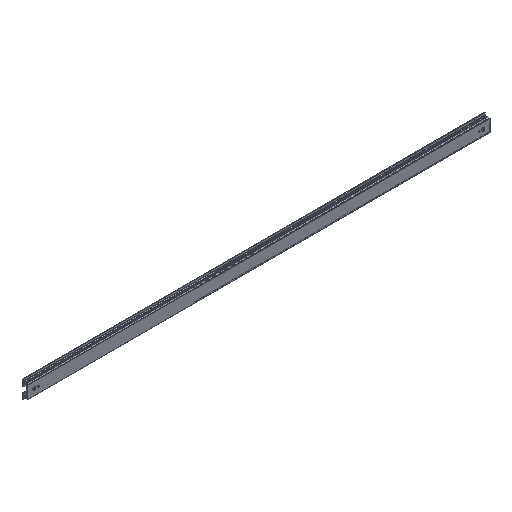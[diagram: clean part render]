
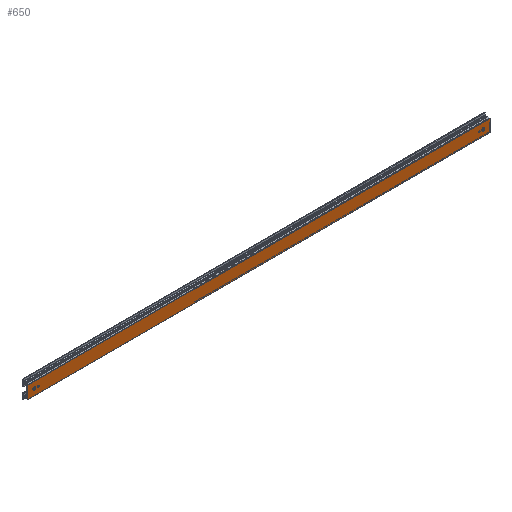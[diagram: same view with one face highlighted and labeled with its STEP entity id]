
A CAD part, isometric view. The second image highlights one B-rep face of the part: STEP entity #650.
In plain terms, the highlighted planar face has unit normal (0, -1, 0).
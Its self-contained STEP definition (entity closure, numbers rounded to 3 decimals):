
#25 = CARTESIAN_POINT ( 'NONE',  ( 13., 0., -12.5 ) ) ;
#33 = DIRECTION ( 'NONE',  ( 0., 1., 0. ) ) ;
#44 = DIRECTION ( 'NONE',  ( 0., 0., -1. ) ) ;
#102 = ORIENTED_EDGE ( 'NONE', *, *, #1926, .T. ) ;
#114 = EDGE_CURVE ( 'NONE', #1853, #944, #1876, .T. ) ;
#138 = AXIS2_PLACEMENT_3D ( 'NONE', #25, #771, #1509 ) ;
#169 = EDGE_CURVE ( 'NONE', #1048, #1184, #678, .T. ) ;
#179 = CARTESIAN_POINT ( 'NONE',  ( 0., 0., -24.5 ) ) ;
#183 = EDGE_LOOP ( 'NONE', ( #1383, #2185 ) ) ;
#195 = DIRECTION ( 'NONE',  ( 0., 0., -1. ) ) ;
#214 = FACE_BOUND ( 'NONE', #275, .T. ) ;
#219 = DIRECTION ( 'NONE',  ( 0., 0., 1. ) ) ;
#221 = CARTESIAN_POINT ( 'NONE',  ( 21., 0., -11. ) ) ;
#226 = DIRECTION ( 'NONE',  ( 0., -1., 0. ) ) ;
#240 = CARTESIAN_POINT ( 'NONE',  ( 881., 0., -12.5 ) ) ;
#256 = AXIS2_PLACEMENT_3D ( 'NONE', #1743, #404, #219 ) ;
#275 = EDGE_LOOP ( 'NONE', ( #2004, #1080 ) ) ;
#311 = DIRECTION ( 'NONE',  ( 0., -1., 0. ) ) ;
#356 = FACE_BOUND ( 'NONE', #183, .T. ) ;
#399 = FACE_BOUND ( 'NONE', #1386, .T. ) ;
#404 = DIRECTION ( 'NONE',  ( 0., -1., 0. ) ) ;
#412 = CARTESIAN_POINT ( 'NONE',  ( 21., 0., -14. ) ) ;
#501 = VERTEX_POINT ( 'NONE', #179 ) ;
#518 = DIRECTION ( 'NONE',  ( 0., 0., 1. ) ) ;
#558 = CARTESIAN_POINT ( 'NONE',  ( 0., 0., -0.5 ) ) ;
#598 = CARTESIAN_POINT ( 'NONE',  ( 21., 0., -12.5 ) ) ;
#643 = CIRCLE ( 'NONE', #2125, 1.5 ) ;
#650 = ADVANCED_FACE ( 'NONE', ( #214, #963, #356, #399, #1138 ), #1702, .F. ) ;
#678 = CIRCLE ( 'NONE', #1409, 2.75 ) ;
#698 = VERTEX_POINT ( 'NONE', #1028 ) ;
#705 = CARTESIAN_POINT ( 'NONE',  ( 13., 0., -9.75 ) ) ;
#712 = LINE ( 'NONE', #2195, #1533 ) ;
#745 = LINE ( 'NONE', #558, #1568 ) ;
#771 = DIRECTION ( 'NONE',  ( 0., -1., 0. ) ) ;
#841 = LINE ( 'NONE', #1577, #980 ) ;
#870 = VERTEX_POINT ( 'NONE', #1965 ) ;
#902 = CIRCLE ( 'NONE', #1232, 1.5 ) ;
#944 = VERTEX_POINT ( 'NONE', #2005 ) ;
#963 = FACE_BOUND ( 'NONE', #2136, .T. ) ;
#966 = CARTESIAN_POINT ( 'NONE',  ( 13., 0., -12.5 ) ) ;
#969 = DIRECTION ( 'NONE',  ( 0., 0., -1. ) ) ;
#980 = VECTOR ( 'NONE', #1026, 1000. ) ;
#986 = DIRECTION ( 'NONE',  ( 0., 0., 1. ) ) ;
#1021 = CIRCLE ( 'NONE', #2373, 2.75 ) ;
#1026 = DIRECTION ( 'NONE',  ( -1., 0., 0. ) ) ;
#1028 = CARTESIAN_POINT ( 'NONE',  ( 889., 0., -9.75 ) ) ;
#1048 = VERTEX_POINT ( 'NONE', #2177 ) ;
#1080 = ORIENTED_EDGE ( 'NONE', *, *, #1491, .F. ) ;
#1093 = CARTESIAN_POINT ( 'NONE',  ( 889., 0., -12.5 ) ) ;
#1107 = CARTESIAN_POINT ( 'NONE',  ( 881., 0., -14. ) ) ;
#1138 = FACE_OUTER_BOUND ( 'NONE', #2401, .T. ) ;
#1142 = DIRECTION ( 'NONE',  ( -1., 0., 0. ) ) ;
#1174 = CARTESIAN_POINT ( 'NONE',  ( 902., 0., -0.5 ) ) ;
#1184 = VERTEX_POINT ( 'NONE', #705 ) ;
#1193 = EDGE_CURVE ( 'NONE', #2053, #1831, #902, .T. ) ;
#1232 = AXIS2_PLACEMENT_3D ( 'NONE', #1653, #1243, #518 ) ;
#1243 = DIRECTION ( 'NONE',  ( 0., -1., 0. ) ) ;
#1323 = EDGE_CURVE ( 'NONE', #1514, #1363, #643, .T. ) ;
#1324 = ORIENTED_EDGE ( 'NONE', *, *, #1440, .F. ) ;
#1363 = VERTEX_POINT ( 'NONE', #412 ) ;
#1380 = CARTESIAN_POINT ( 'NONE',  ( 881., 0., -11. ) ) ;
#1383 = ORIENTED_EDGE ( 'NONE', *, *, #2082, .F. ) ;
#1386 = EDGE_LOOP ( 'NONE', ( #1403, #1324 ) ) ;
#1403 = ORIENTED_EDGE ( 'NONE', *, *, #1757, .F. ) ;
#1409 = AXIS2_PLACEMENT_3D ( 'NONE', #966, #226, #44 ) ;
#1416 = CIRCLE ( 'NONE', #138, 2.75 ) ;
#1423 = ORIENTED_EDGE ( 'NONE', *, *, #1897, .F. ) ;
#1440 = EDGE_CURVE ( 'NONE', #698, #1596, #1854, .T. ) ;
#1488 = DIRECTION ( 'NONE',  ( 0., 0., 1. ) ) ;
#1491 = EDGE_CURVE ( 'NONE', #1184, #1048, #1416, .T. ) ;
#1509 = DIRECTION ( 'NONE',  ( 0., 0., -1. ) ) ;
#1514 = VERTEX_POINT ( 'NONE', #221 ) ;
#1527 = CARTESIAN_POINT ( 'NONE',  ( 902., 0., -0.5 ) ) ;
#1533 = VECTOR ( 'NONE', #195, 1000. ) ;
#1538 = CARTESIAN_POINT ( 'NONE',  ( 889., 0., -15.25 ) ) ;
#1568 = VECTOR ( 'NONE', #969, 1000. ) ;
#1577 = CARTESIAN_POINT ( 'NONE',  ( 902., 0., -24.5 ) ) ;
#1596 = VERTEX_POINT ( 'NONE', #1538 ) ;
#1645 = CARTESIAN_POINT ( 'NONE',  ( 902., 0., -0.5 ) ) ;
#1653 = CARTESIAN_POINT ( 'NONE',  ( 881., 0., -12.5 ) ) ;
#1702 = PLANE ( 'NONE',  #2108 ) ;
#1705 = DIRECTION ( 'NONE',  ( 0., 0., -1. ) ) ;
#1708 = EDGE_CURVE ( 'NONE', #870, #501, #841, .T. ) ;
#1727 = ORIENTED_EDGE ( 'NONE', *, *, #1753, .F. ) ;
#1743 = CARTESIAN_POINT ( 'NONE',  ( 889., 0., -12.5 ) ) ;
#1753 = EDGE_CURVE ( 'NONE', #1363, #1514, #1762, .T. ) ;
#1757 = EDGE_CURVE ( 'NONE', #1596, #698, #1021, .T. ) ;
#1762 = CIRCLE ( 'NONE', #2077, 1.5 ) ;
#1831 = VERTEX_POINT ( 'NONE', #1107 ) ;
#1853 = VERTEX_POINT ( 'NONE', #1645 ) ;
#1854 = CIRCLE ( 'NONE', #256, 2.75 ) ;
#1876 = LINE ( 'NONE', #1174, #2047 ) ;
#1890 = DIRECTION ( 'NONE',  ( 0., -1., 0. ) ) ;
#1897 = EDGE_CURVE ( 'NONE', #1853, #870, #712, .T. ) ;
#1910 = DIRECTION ( 'NONE',  ( 0., -1., 0. ) ) ;
#1912 = ORIENTED_EDGE ( 'NONE', *, *, #1323, .F. ) ;
#1926 = EDGE_CURVE ( 'NONE', #944, #501, #745, .T. ) ;
#1965 = CARTESIAN_POINT ( 'NONE',  ( 902., 0., -24.5 ) ) ;
#1983 = DIRECTION ( 'NONE',  ( 0., 0., -1. ) ) ;
#1997 = CARTESIAN_POINT ( 'NONE',  ( 21., 0., -12.5 ) ) ;
#2004 = ORIENTED_EDGE ( 'NONE', *, *, #169, .F. ) ;
#2005 = CARTESIAN_POINT ( 'NONE',  ( 0., 0., -0.5 ) ) ;
#2018 = ORIENTED_EDGE ( 'NONE', *, *, #114, .T. ) ;
#2025 = DIRECTION ( 'NONE',  ( 0., -1., 0. ) ) ;
#2038 = DIRECTION ( 'NONE',  ( 0., 0., 1. ) ) ;
#2047 = VECTOR ( 'NONE', #1142, 1000. ) ;
#2053 = VERTEX_POINT ( 'NONE', #1380 ) ;
#2077 = AXIS2_PLACEMENT_3D ( 'NONE', #1997, #2025, #1983 ) ;
#2082 = EDGE_CURVE ( 'NONE', #1831, #2053, #2265, .T. ) ;
#2108 = AXIS2_PLACEMENT_3D ( 'NONE', #1527, #33, #1488 ) ;
#2125 = AXIS2_PLACEMENT_3D ( 'NONE', #598, #1890, #1705 ) ;
#2136 = EDGE_LOOP ( 'NONE', ( #1727, #1912 ) ) ;
#2177 = CARTESIAN_POINT ( 'NONE',  ( 13., 0., -15.25 ) ) ;
#2185 = ORIENTED_EDGE ( 'NONE', *, *, #1193, .F. ) ;
#2187 = ORIENTED_EDGE ( 'NONE', *, *, #1708, .F. ) ;
#2195 = CARTESIAN_POINT ( 'NONE',  ( 902., 0., -0.5 ) ) ;
#2265 = CIRCLE ( 'NONE', #2335, 1.5 ) ;
#2335 = AXIS2_PLACEMENT_3D ( 'NONE', #240, #1910, #986 ) ;
#2373 = AXIS2_PLACEMENT_3D ( 'NONE', #1093, #311, #2038 ) ;
#2401 = EDGE_LOOP ( 'NONE', ( #102, #2187, #1423, #2018 ) ) ;
